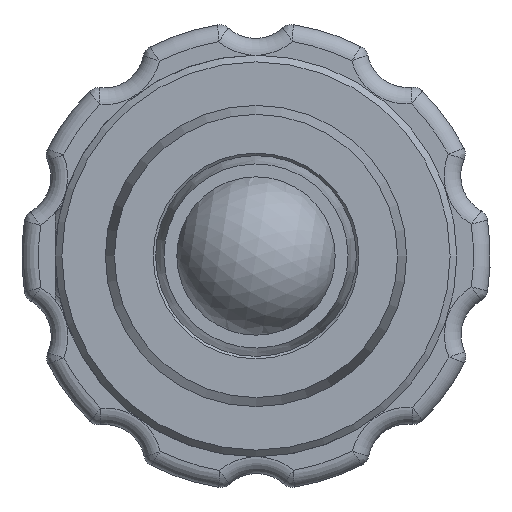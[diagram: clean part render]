
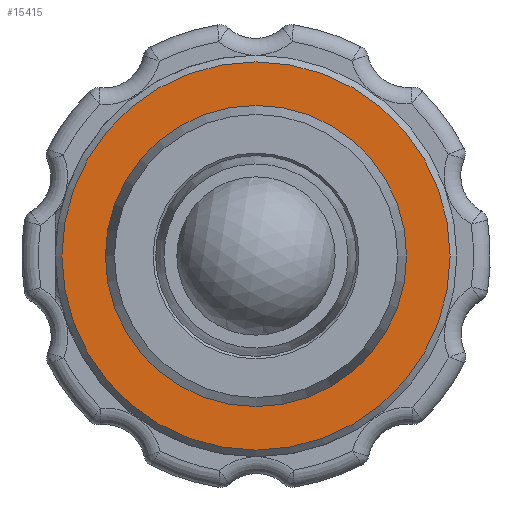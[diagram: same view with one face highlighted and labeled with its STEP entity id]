
A CAD part, front view. The second image highlights one B-rep face of the part: STEP entity #15415.
In plain terms, the highlighted planar face has unit normal (0, -1, 0).
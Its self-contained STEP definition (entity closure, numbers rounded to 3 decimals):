
#1108 = DIRECTION ( 'NONE',  ( 0., -1., 0. ) ) ;
#1358 = EDGE_CURVE ( 'NONE', #3652, #3652, #4820, .T. ) ;
#1916 = DIRECTION ( 'NONE',  ( 0., -1., 0. ) ) ;
#2450 = ORIENTED_EDGE ( 'NONE', *, *, #1358, .T. ) ;
#2571 = DIRECTION ( 'NONE',  ( 0., 0., 1. ) ) ;
#3652 = VERTEX_POINT ( 'NONE', #7094 ) ;
#4655 = AXIS2_PLACEMENT_3D ( 'NONE', #7173, #1916, #10000 ) ;
#4820 = CIRCLE ( 'NONE', #13816, 4.5 ) ;
#5495 = VERTEX_POINT ( 'NONE', #16621 ) ;
#6815 = FACE_OUTER_BOUND ( 'NONE', #11988, .T. ) ;
#7094 = CARTESIAN_POINT ( 'NONE',  ( 0., -5., 4.5 ) ) ;
#7173 = CARTESIAN_POINT ( 'NONE',  ( 0., -5., 0. ) ) ;
#7652 = FACE_BOUND ( 'NONE', #10475, .T. ) ;
#7761 = EDGE_CURVE ( 'NONE', #5495, #5495, #8661, .T. ) ;
#8661 = CIRCLE ( 'NONE', #13565, 5.8 ) ;
#10000 = DIRECTION ( 'NONE',  ( 0., 0., 1. ) ) ;
#10475 = EDGE_LOOP ( 'NONE', ( #2450 ) ) ;
#11338 = PLANE ( 'NONE',  #4655 ) ;
#11917 = ORIENTED_EDGE ( 'NONE', *, *, #7761, .T. ) ;
#11988 = EDGE_LOOP ( 'NONE', ( #11917 ) ) ;
#13565 = AXIS2_PLACEMENT_3D ( 'NONE', #17292, #1108, #2571 ) ;
#13597 = CARTESIAN_POINT ( 'NONE',  ( 0., -5., 0. ) ) ;
#13816 = AXIS2_PLACEMENT_3D ( 'NONE', #13597, #15004, #16331 ) ;
#15004 = DIRECTION ( 'NONE',  ( 0., 1., 0. ) ) ;
#15415 = ADVANCED_FACE ( 'NONE', ( #7652, #6815 ), #11338, .T. ) ;
#16331 = DIRECTION ( 'NONE',  ( 0., 0., 1. ) ) ;
#16621 = CARTESIAN_POINT ( 'NONE',  ( 0., -5., 5.8 ) ) ;
#17292 = CARTESIAN_POINT ( 'NONE',  ( 0., -5., 0. ) ) ;
